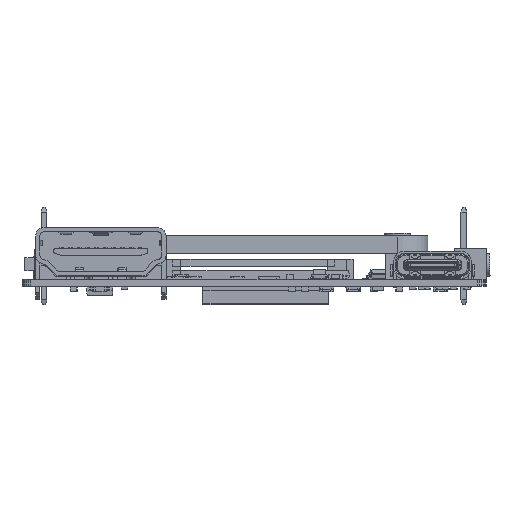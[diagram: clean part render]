
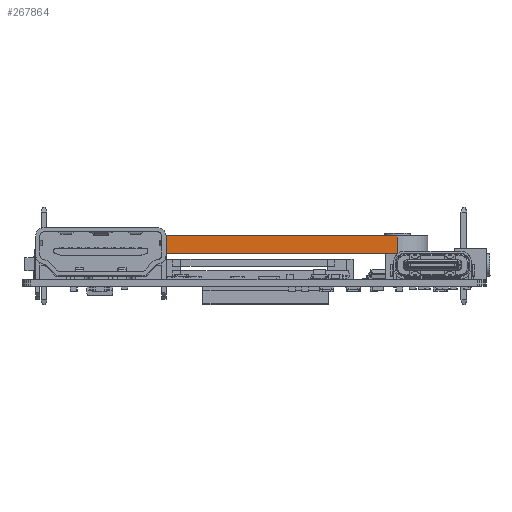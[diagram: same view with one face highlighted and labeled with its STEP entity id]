
A CAD part, left-side view. The second image highlights one B-rep face of the part: STEP entity #267864.
In plain terms, the highlighted planar face has unit normal (-1, 0, 0).
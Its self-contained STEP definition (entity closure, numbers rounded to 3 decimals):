
#267723 = PLANE('',#267724);
#267724 = AXIS2_PLACEMENT_3D('',#267725,#267726,#267727);
#267725 = CARTESIAN_POINT('',(24.001,19.999,2.));
#267726 = DIRECTION('',(0.,0.,-1.));
#267727 = DIRECTION('',(-1.,0.,0.));
#267751 = PLANE('',#267752);
#267752 = AXIS2_PLACEMENT_3D('',#267753,#267754,#267755);
#267753 = CARTESIAN_POINT('',(-24.505,19.999,0.));
#267754 = DIRECTION('',(0.706,-0.709,0.));
#267755 = DIRECTION('',(-0.709,-0.706,0.));
#267777 = PLANE('',#267778);
#267778 = AXIS2_PLACEMENT_3D('',#267779,#267780,#267781);
#267779 = CARTESIAN_POINT('',(24.001,19.999,0.));
#267780 = DIRECTION('',(0.,0.,-1.));
#267781 = DIRECTION('',(-1.,0.,0.));
#267794 = VERTEX_POINT('',#267795);
#267795 = CARTESIAN_POINT('',(-27.534,16.983,2.));
#267816 = EDGE_CURVE('',#267817,#267794,#267819,.T.);
#267817 = VERTEX_POINT('',#267818);
#267818 = CARTESIAN_POINT('',(-27.534,16.983,0.));
#267819 = SURFACE_CURVE('',#267820,(#267824,#267831),.PCURVE_S1.);
#267820 = LINE('',#267821,#267822);
#267821 = CARTESIAN_POINT('',(-27.534,16.983,0.));
#267822 = VECTOR('',#267823,1.);
#267823 = DIRECTION('',(0.,0.,1.));
#267824 = PCURVE('',#267751,#267825);
#267825 = DEFINITIONAL_REPRESENTATION('',(#267826),#267830);
#267826 = LINE('',#267827,#267828);
#267827 = CARTESIAN_POINT('',(4.275,0.));
#267828 = VECTOR('',#267829,1.);
#267829 = DIRECTION('',(0.,-1.));
#267830 = ( GEOMETRIC_REPRESENTATION_CONTEXT(2) 
PARAMETRIC_REPRESENTATION_CONTEXT() REPRESENTATION_CONTEXT('2D SPACE',''
  ) );
#267831 = PCURVE('',#267832,#267837);
#267832 = PLANE('',#267833);
#267833 = AXIS2_PLACEMENT_3D('',#267834,#267835,#267836);
#267834 = CARTESIAN_POINT('',(-27.534,16.983,0.));
#267835 = DIRECTION('',(1.,0.,0.));
#267836 = DIRECTION('',(0.,-1.,0.));
#267837 = DEFINITIONAL_REPRESENTATION('',(#267838),#267842);
#267838 = LINE('',#267839,#267840);
#267839 = CARTESIAN_POINT('',(0.,0.));
#267840 = VECTOR('',#267841,1.);
#267841 = DIRECTION('',(0.,-1.));
#267842 = ( GEOMETRIC_REPRESENTATION_CONTEXT(2) 
PARAMETRIC_REPRESENTATION_CONTEXT() REPRESENTATION_CONTEXT('2D SPACE',''
  ) );
#267864 = ADVANCED_FACE('',(#267865),#267832,.F.);
#267865 = FACE_BOUND('',#267866,.F.);
#267866 = EDGE_LOOP('',(#267867,#267868,#267891,#267919));
#267867 = ORIENTED_EDGE('',*,*,#267816,.T.);
#267868 = ORIENTED_EDGE('',*,*,#267869,.T.);
#267869 = EDGE_CURVE('',#267794,#267870,#267872,.T.);
#267870 = VERTEX_POINT('',#267871);
#267871 = CARTESIAN_POINT('',(-27.534,-16.464,2.));
#267872 = SURFACE_CURVE('',#267873,(#267877,#267884),.PCURVE_S1.);
#267873 = LINE('',#267874,#267875);
#267874 = CARTESIAN_POINT('',(-27.534,16.983,2.));
#267875 = VECTOR('',#267876,1.);
#267876 = DIRECTION('',(0.,-1.,0.));
#267877 = PCURVE('',#267832,#267878);
#267878 = DEFINITIONAL_REPRESENTATION('',(#267879),#267883);
#267879 = LINE('',#267880,#267881);
#267880 = CARTESIAN_POINT('',(0.,-2.));
#267881 = VECTOR('',#267882,1.);
#267882 = DIRECTION('',(1.,0.));
#267883 = ( GEOMETRIC_REPRESENTATION_CONTEXT(2) 
PARAMETRIC_REPRESENTATION_CONTEXT() REPRESENTATION_CONTEXT('2D SPACE',''
  ) );
#267884 = PCURVE('',#267723,#267885);
#267885 = DEFINITIONAL_REPRESENTATION('',(#267886),#267890);
#267886 = LINE('',#267887,#267888);
#267887 = CARTESIAN_POINT('',(51.534,-3.016));
#267888 = VECTOR('',#267889,1.);
#267889 = DIRECTION('',(0.,-1.));
#267890 = ( GEOMETRIC_REPRESENTATION_CONTEXT(2) 
PARAMETRIC_REPRESENTATION_CONTEXT() REPRESENTATION_CONTEXT('2D SPACE',''
  ) );
#267891 = ORIENTED_EDGE('',*,*,#267892,.F.);
#267892 = EDGE_CURVE('',#267893,#267870,#267895,.T.);
#267893 = VERTEX_POINT('',#267894);
#267894 = CARTESIAN_POINT('',(-27.534,-16.464,0.));
#267895 = SURFACE_CURVE('',#267896,(#267900,#267907),.PCURVE_S1.);
#267896 = LINE('',#267897,#267898);
#267897 = CARTESIAN_POINT('',(-27.534,-16.464,0.));
#267898 = VECTOR('',#267899,1.);
#267899 = DIRECTION('',(0.,0.,1.));
#267900 = PCURVE('',#267832,#267901);
#267901 = DEFINITIONAL_REPRESENTATION('',(#267902),#267906);
#267902 = LINE('',#267903,#267904);
#267903 = CARTESIAN_POINT('',(33.446,0.));
#267904 = VECTOR('',#267905,1.);
#267905 = DIRECTION('',(0.,-1.));
#267906 = ( GEOMETRIC_REPRESENTATION_CONTEXT(2) 
PARAMETRIC_REPRESENTATION_CONTEXT() REPRESENTATION_CONTEXT('2D SPACE',''
  ) );
#267907 = PCURVE('',#267908,#267913);
#267908 = PLANE('',#267909);
#267909 = AXIS2_PLACEMENT_3D('',#267910,#267911,#267912);
#267910 = CARTESIAN_POINT('',(-27.534,-16.464,0.));
#267911 = DIRECTION('',(0.707,0.707,0.));
#267912 = DIRECTION('',(0.707,-0.707,0.));
#267913 = DEFINITIONAL_REPRESENTATION('',(#267914),#267918);
#267914 = LINE('',#267915,#267916);
#267915 = CARTESIAN_POINT('',(0.,0.));
#267916 = VECTOR('',#267917,1.);
#267917 = DIRECTION('',(0.,-1.));
#267918 = ( GEOMETRIC_REPRESENTATION_CONTEXT(2) 
PARAMETRIC_REPRESENTATION_CONTEXT() REPRESENTATION_CONTEXT('2D SPACE',''
  ) );
#267919 = ORIENTED_EDGE('',*,*,#267920,.F.);
#267920 = EDGE_CURVE('',#267817,#267893,#267921,.T.);
#267921 = SURFACE_CURVE('',#267922,(#267926,#267933),.PCURVE_S1.);
#267922 = LINE('',#267923,#267924);
#267923 = CARTESIAN_POINT('',(-27.534,16.983,0.));
#267924 = VECTOR('',#267925,1.);
#267925 = DIRECTION('',(0.,-1.,0.));
#267926 = PCURVE('',#267832,#267927);
#267927 = DEFINITIONAL_REPRESENTATION('',(#267928),#267932);
#267928 = LINE('',#267929,#267930);
#267929 = CARTESIAN_POINT('',(0.,0.));
#267930 = VECTOR('',#267931,1.);
#267931 = DIRECTION('',(1.,0.));
#267932 = ( GEOMETRIC_REPRESENTATION_CONTEXT(2) 
PARAMETRIC_REPRESENTATION_CONTEXT() REPRESENTATION_CONTEXT('2D SPACE',''
  ) );
#267933 = PCURVE('',#267777,#267934);
#267934 = DEFINITIONAL_REPRESENTATION('',(#267935),#267939);
#267935 = LINE('',#267936,#267937);
#267936 = CARTESIAN_POINT('',(51.534,-3.016));
#267937 = VECTOR('',#267938,1.);
#267938 = DIRECTION('',(0.,-1.));
#267939 = ( GEOMETRIC_REPRESENTATION_CONTEXT(2) 
PARAMETRIC_REPRESENTATION_CONTEXT() REPRESENTATION_CONTEXT('2D SPACE',''
  ) );
